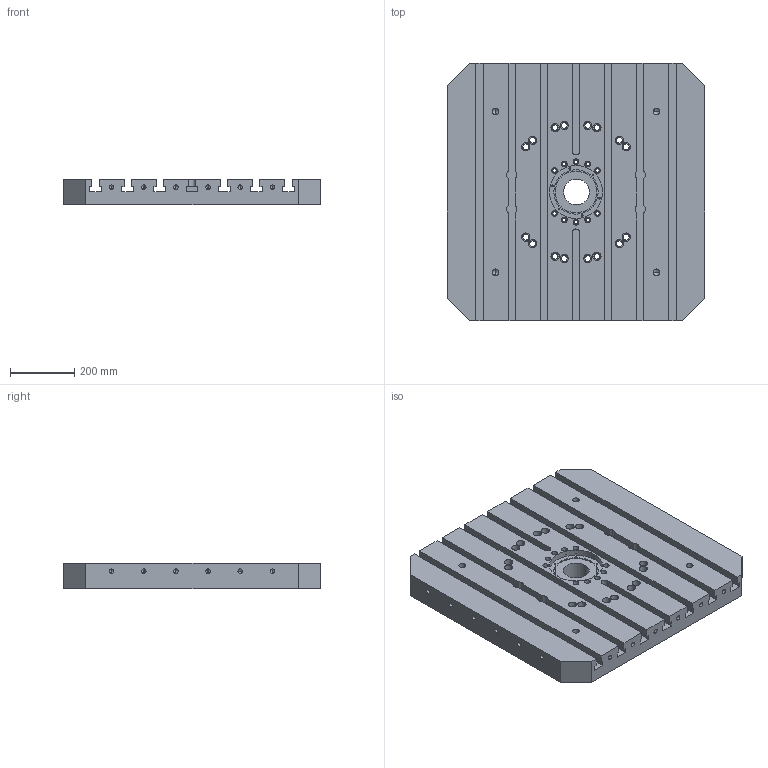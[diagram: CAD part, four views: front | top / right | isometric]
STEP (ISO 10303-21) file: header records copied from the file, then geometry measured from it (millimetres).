
FILE_DESCRIPTION(('FreeCAD Model'),'2;1');
FILE_NAME('Open CASCADE Shape Model','2025-08-17T14:38:22',(''),(''), 'Open CASCADE STEP processor 7.8','FreeCAD','Unknown');
FILE_SCHEMA(('AUTOMOTIVE_DESIGN { 1 0 10303 214 1 1 1 1 }'));
Length unit declared in the file: millimetre
Products named in the file (1): C
Bounding box: 800 x 800 x 80 mm (x, y, z)
Volume: 42804874 mm3; surface area: 2259332.7 mm2
Topology: 1 solids, 1 shells, 432 faces, 1112 edges, 664 vertices
Faces by surface type: cylinder 224, plane 112, cone 96
Entity records: 12650 total; most frequent: DIRECTION 2342, CARTESIAN_POINT 2113, ORIENTED_EDGE 2032, EDGE_CURVE 1016, AXIS2_PLACEMENT_3D 893, VERTEX_POINT 664, FACE_BOUND 564, EDGE_LOOP 564
